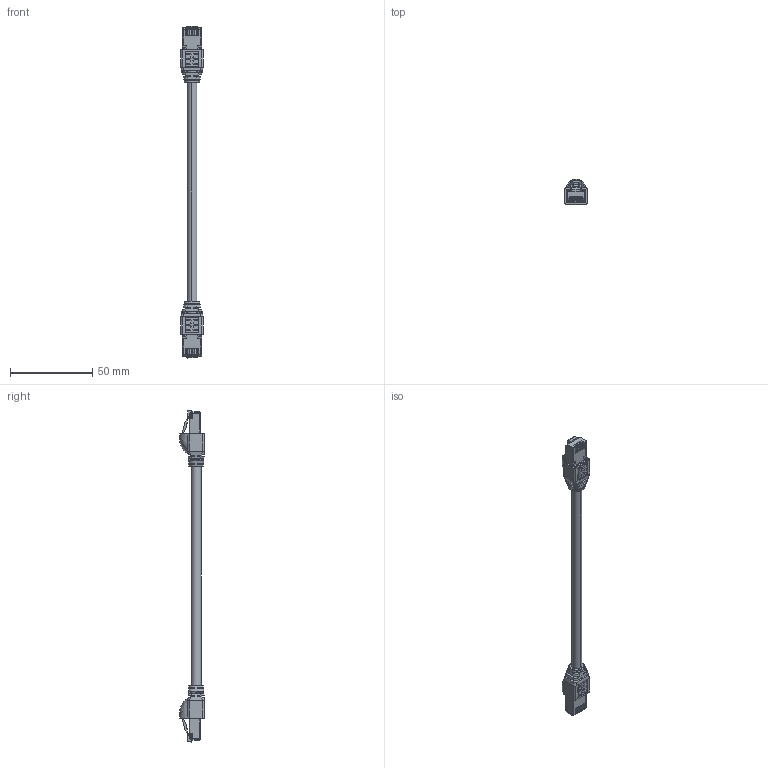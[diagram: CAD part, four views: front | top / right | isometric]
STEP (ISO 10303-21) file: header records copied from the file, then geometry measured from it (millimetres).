
FILE_DESCRIPTION(('CATIA V5 STEP Exchange','CAx-IF Rec.Pracs.--- Model Styling and Organization---1.5--- 2016-08-15','CAx-IF Rec.Pracs.---Supplemental Geometry---1.0---2011-11-01','CAx-IF Rec.Pracs.--- Composite Materials ---1.1---2010-07-15'),'2;1');
FILE_NAME ('1344970-2_0', '2025-11-21T08:06:04+00:00', ('none'), ('Weidmueller'), 'CATIA Version 5-6 Release 2024 SP4', 'CATIA V5 STEP AP214 v3', 'none');
FILE_SCHEMA(('AUTOMOTIVE_DESIGN { 1 0 10303 214 1 1 1 1 }'));
Products named in the file (1): 2814800000
Bounding box: 13.7 x 15.06 x 202.06 mm (x, y, z)
Volume: 10431.1 mm3; surface area: 10787.1 mm2
Topology: 1 solids, 5 shells, 1278 faces, 3572 edges, 2296 vertices
Faces by surface type: plane 872, cylinder 298, bspline 106, torus 2
Entity records: 47041 total; most frequent: CARTESIAN_POINT 16092, ORIENTED_EDGE 7120, DIRECTION 5140, EDGE_CURVE 3560, VECTOR 2656, LINE 2656, VERTEX_POINT 2296, AXIS2_PLACEMENT_3D 1380
